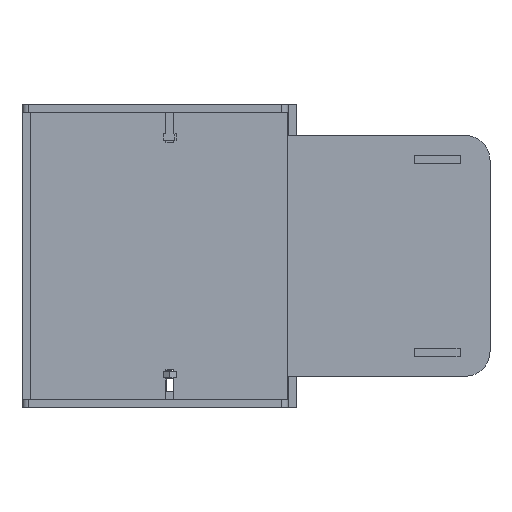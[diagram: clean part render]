
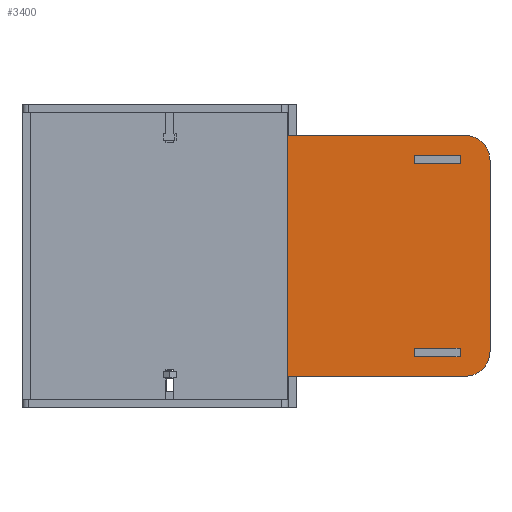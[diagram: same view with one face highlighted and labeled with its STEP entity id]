
A CAD part, top view. The second image highlights one B-rep face of the part: STEP entity #3400.
In plain terms, the highlighted planar face has unit normal (0, 0, 1).
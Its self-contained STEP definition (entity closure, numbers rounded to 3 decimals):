
#2921=DIRECTION('',(0.,1.,0.));
#2922=VECTOR('',#2921,96.8);
#2923=CARTESIAN_POINT('',(-14.95,208.6,58.4));
#2924=LINE('',#2923,#2922);
#2925=DIRECTION('',(-1.,0.,0.));
#2926=VECTOR('',#2925,40.45);
#2927=CARTESIAN_POINT('',(35.5,306.9,58.4));
#2928=LINE('',#2927,#2926);
#2929=DIRECTION('',(-1.,0.,0.));
#2930=VECTOR('',#2929,19.5);
#2931=CARTESIAN_POINT('',(55.,323.7,58.4));
#2932=LINE('',#2931,#2930);
#2933=DIRECTION('',(0.,1.,0.));
#2934=VECTOR('',#2933,10.7);
#2935=CARTESIAN_POINT('',(55.,313.,58.4));
#2936=LINE('',#2935,#2934);
#2937=DIRECTION('',(-1.,0.,0.));
#2938=VECTOR('',#2937,82.5);
#2939=CARTESIAN_POINT('',(137.5,313.,58.4));
#2940=LINE('',#2939,#2938);
#2941=CARTESIAN_POINT('',(137.5,301.5,58.4));
#2942=DIRECTION('',(0.,0.,1.));
#2943=DIRECTION('',(1.,0.,0.));
#2944=AXIS2_PLACEMENT_3D('',#2941,#2942,#2943);
#2946=CARTESIAN_POINT('',(137.5,212.5,58.4));
#2947=DIRECTION('',(0.,0.,1.));
#2948=DIRECTION('',(0.,-1.,0.));
#2949=AXIS2_PLACEMENT_3D('',#2946,#2947,#2948);
#2951=DIRECTION('',(1.,0.,0.));
#2952=VECTOR('',#2951,82.5);
#2953=CARTESIAN_POINT('',(55.,201.,58.4));
#2954=LINE('',#2953,#2952);
#2955=DIRECTION('',(0.,1.,0.));
#2956=VECTOR('',#2955,10.7);
#2957=CARTESIAN_POINT('',(55.,190.3,58.4));
#2958=LINE('',#2957,#2956);
#2959=DIRECTION('',(1.,0.,0.));
#2960=VECTOR('',#2959,19.5);
#2961=CARTESIAN_POINT('',(35.5,190.3,58.4));
#2962=LINE('',#2961,#2960);
#2963=DIRECTION('',(1.,0.,0.));
#2964=VECTOR('',#2963,40.45);
#2965=CARTESIAN_POINT('',(-4.95,207.1,58.4));
#2966=LINE('',#2965,#2964);
#2967=DIRECTION('',(0.989,-0.148,0.));
#2968=VECTOR('',#2967,10.112);
#2969=CARTESIAN_POINT('',(-14.95,208.6,58.4));
#2970=LINE('',#2969,#2968);
#2971=DIRECTION('',(-0.989,-0.148,0.));
#2972=VECTOR('',#2971,10.112);
#2973=CARTESIAN_POINT('',(-4.95,306.9,58.4));
#2974=LINE('',#2973,#2972);
#2975=DIRECTION('',(0.,-1.,0.));
#2976=VECTOR('',#2975,3.85);
#2977=CARTESIAN_POINT('',(135.05,214.,58.4));
#2978=LINE('',#2977,#2976);
#2979=DIRECTION('',(1.,0.,0.));
#2980=VECTOR('',#2979,21.1);
#2981=CARTESIAN_POINT('',(113.95,214.,58.4));
#2982=LINE('',#2981,#2980);
#2983=DIRECTION('',(0.,1.,0.));
#2984=VECTOR('',#2983,3.85);
#2985=CARTESIAN_POINT('',(113.95,210.15,58.4));
#2986=LINE('',#2985,#2984);
#2987=DIRECTION('',(-1.,0.,0.));
#2988=VECTOR('',#2987,21.1);
#2989=CARTESIAN_POINT('',(135.05,210.15,58.4));
#2990=LINE('',#2989,#2988);
#2991=DIRECTION('',(0.,-1.,0.));
#2992=VECTOR('',#2991,3.85);
#2993=CARTESIAN_POINT('',(135.05,303.85,58.4));
#2994=LINE('',#2993,#2992);
#2995=DIRECTION('',(1.,0.,0.));
#2996=VECTOR('',#2995,21.1);
#2997=CARTESIAN_POINT('',(113.95,303.85,58.4));
#2998=LINE('',#2997,#2996);
#2999=DIRECTION('',(0.,1.,0.));
#3000=VECTOR('',#2999,3.85);
#3001=CARTESIAN_POINT('',(113.95,300.,58.4));
#3002=LINE('',#3001,#3000);
#3003=DIRECTION('',(-1.,0.,0.));
#3004=VECTOR('',#3003,21.1);
#3005=CARTESIAN_POINT('',(135.05,300.,58.4));
#3006=LINE('',#3005,#3004);
#3015=DIRECTION('',(0.,1.,0.));
#3016=VECTOR('',#3015,16.8);
#3017=CARTESIAN_POINT('',(35.5,306.9,58.4));
#3018=LINE('',#3017,#3016);
#3051=DIRECTION('',(0.,-1.,0.));
#3052=VECTOR('',#3051,89.);
#3053=CARTESIAN_POINT('',(149.,301.5,58.4));
#3054=LINE('',#3053,#3052);
#3087=DIRECTION('',(0.,1.,0.));
#3088=VECTOR('',#3087,16.8);
#3089=CARTESIAN_POINT('',(35.5,190.3,58.4));
#3090=LINE('',#3089,#3088);
#3171=CARTESIAN_POINT('',(-4.95,306.9,58.4));
#3173=VERTEX_POINT('',#3171);
#3175=CARTESIAN_POINT('',(55.,313.,58.4));
#3177=VERTEX_POINT('',#3175);
#3179=CARTESIAN_POINT('',(113.95,300.,58.4));
#3181=VERTEX_POINT('',#3179);
#3183=CARTESIAN_POINT('',(135.05,300.,58.4));
#3185=VERTEX_POINT('',#3183);
#3187=CARTESIAN_POINT('',(135.05,303.85,58.4));
#3189=VERTEX_POINT('',#3187);
#3229=CARTESIAN_POINT('',(35.5,190.3,58.4));
#3230=CARTESIAN_POINT('',(55.,190.3,58.4));
#3231=VERTEX_POINT('',#3229);
#3232=VERTEX_POINT('',#3230);
#3233=CARTESIAN_POINT('',(-4.95,207.1,58.4));
#3234=CARTESIAN_POINT('',(35.5,207.1,58.4));
#3235=VERTEX_POINT('',#3233);
#3236=VERTEX_POINT('',#3234);
#3237=CARTESIAN_POINT('',(-14.95,305.4,58.4));
#3238=VERTEX_POINT('',#3237);
#3239=CARTESIAN_POINT('',(-14.95,208.6,58.4));
#3240=VERTEX_POINT('',#3239);
#3241=CARTESIAN_POINT('',(137.5,201.,58.4));
#3242=CARTESIAN_POINT('',(149.,212.5,58.4));
#3243=VERTEX_POINT('',#3241);
#3244=VERTEX_POINT('',#3242);
#3245=CARTESIAN_POINT('',(35.5,306.9,58.4));
#3246=VERTEX_POINT('',#3245);
#3247=CARTESIAN_POINT('',(55.,201.,58.4));
#3248=VERTEX_POINT('',#3247);
#3249=CARTESIAN_POINT('',(149.,301.5,58.4));
#3250=VERTEX_POINT('',#3249);
#3251=CARTESIAN_POINT('',(137.5,313.,58.4));
#3252=VERTEX_POINT('',#3251);
#3253=CARTESIAN_POINT('',(55.,323.7,58.4));
#3254=VERTEX_POINT('',#3253);
#3255=CARTESIAN_POINT('',(35.5,323.7,58.4));
#3256=VERTEX_POINT('',#3255);
#3257=CARTESIAN_POINT('',(135.05,210.15,58.4));
#3258=CARTESIAN_POINT('',(113.95,210.15,58.4));
#3259=VERTEX_POINT('',#3257);
#3260=VERTEX_POINT('',#3258);
#3261=CARTESIAN_POINT('',(135.05,214.,58.4));
#3262=VERTEX_POINT('',#3261);
#3263=CARTESIAN_POINT('',(113.95,214.,58.4));
#3264=VERTEX_POINT('',#3263);
#3265=CARTESIAN_POINT('',(113.95,303.85,58.4));
#3266=VERTEX_POINT('',#3265);
#3342=CARTESIAN_POINT('',(65.,190.,58.4));
#3343=DIRECTION('',(0.,0.,-1.));
#3344=DIRECTION('',(1.,0.,0.));
#3345=AXIS2_PLACEMENT_3D('',#3342,#3343,#3344);
#3346=PLANE('',#3345);
#3348=ORIENTED_EDGE('',*,*,#3347,.F.);
#3350=ORIENTED_EDGE('',*,*,#3349,.T.);
#3352=ORIENTED_EDGE('',*,*,#3351,.F.);
#3354=ORIENTED_EDGE('',*,*,#3353,.F.);
#3356=ORIENTED_EDGE('',*,*,#3355,.F.);
#3358=ORIENTED_EDGE('',*,*,#3357,.F.);
#3360=ORIENTED_EDGE('',*,*,#3359,.T.);
#3362=ORIENTED_EDGE('',*,*,#3361,.F.);
#3364=ORIENTED_EDGE('',*,*,#3363,.F.);
#3366=ORIENTED_EDGE('',*,*,#3365,.F.);
#3368=ORIENTED_EDGE('',*,*,#3367,.F.);
#3370=ORIENTED_EDGE('',*,*,#3369,.T.);
#3372=ORIENTED_EDGE('',*,*,#3371,.F.);
#3374=ORIENTED_EDGE('',*,*,#3373,.F.);
#3375=ORIENTED_EDGE('',*,*,#3332,.T.);
#3377=ORIENTED_EDGE('',*,*,#3376,.F.);
#3378=EDGE_LOOP('',(#3348,#3350,#3352,#3354,#3356,#3358,#3360,#3362,#3364,#3366,
#3368,#3370,#3372,#3374,#3375,#3377));
#3379=FACE_OUTER_BOUND('',#3378,.F.);
#3381=ORIENTED_EDGE('',*,*,#3380,.F.);
#3383=ORIENTED_EDGE('',*,*,#3382,.F.);
#3385=ORIENTED_EDGE('',*,*,#3384,.F.);
#3387=ORIENTED_EDGE('',*,*,#3386,.F.);
#3388=EDGE_LOOP('',(#3381,#3383,#3385,#3387));
#3389=FACE_BOUND('',#3388,.F.);
#3391=ORIENTED_EDGE('',*,*,#3390,.F.);
#3393=ORIENTED_EDGE('',*,*,#3392,.F.);
#3395=ORIENTED_EDGE('',*,*,#3394,.F.);
#3397=ORIENTED_EDGE('',*,*,#3396,.F.);
#3398=EDGE_LOOP('',(#3391,#3393,#3395,#3397));
#3399=FACE_BOUND('',#3398,.F.);
#2945=CIRCLE('',#2944,11.5);
#2950=CIRCLE('',#2949,11.5);
#3332=EDGE_CURVE('',#3240,#3238,#2924,.T.);
#3347=EDGE_CURVE('',#3246,#3173,#2928,.T.);
#3349=EDGE_CURVE('',#3246,#3256,#3018,.T.);
#3351=EDGE_CURVE('',#3254,#3256,#2932,.T.);
#3353=EDGE_CURVE('',#3177,#3254,#2936,.T.);
#3355=EDGE_CURVE('',#3252,#3177,#2940,.T.);
#3357=EDGE_CURVE('',#3250,#3252,#2945,.T.);
#3359=EDGE_CURVE('',#3250,#3244,#3054,.T.);
#3361=EDGE_CURVE('',#3243,#3244,#2950,.T.);
#3363=EDGE_CURVE('',#3248,#3243,#2954,.T.);
#3365=EDGE_CURVE('',#3232,#3248,#2958,.T.);
#3367=EDGE_CURVE('',#3231,#3232,#2962,.T.);
#3369=EDGE_CURVE('',#3231,#3236,#3090,.T.);
#3371=EDGE_CURVE('',#3235,#3236,#2966,.T.);
#3373=EDGE_CURVE('',#3240,#3235,#2970,.T.);
#3376=EDGE_CURVE('',#3173,#3238,#2974,.T.);
#3380=EDGE_CURVE('',#3262,#3259,#2978,.T.);
#3382=EDGE_CURVE('',#3264,#3262,#2982,.T.);
#3384=EDGE_CURVE('',#3260,#3264,#2986,.T.);
#3386=EDGE_CURVE('',#3259,#3260,#2990,.T.);
#3390=EDGE_CURVE('',#3189,#3185,#2994,.T.);
#3392=EDGE_CURVE('',#3266,#3189,#2998,.T.);
#3394=EDGE_CURVE('',#3181,#3266,#3002,.T.);
#3396=EDGE_CURVE('',#3185,#3181,#3006,.T.);
#3400=ADVANCED_FACE('',(#3379,#3389,#3399),#3346,.F.);
